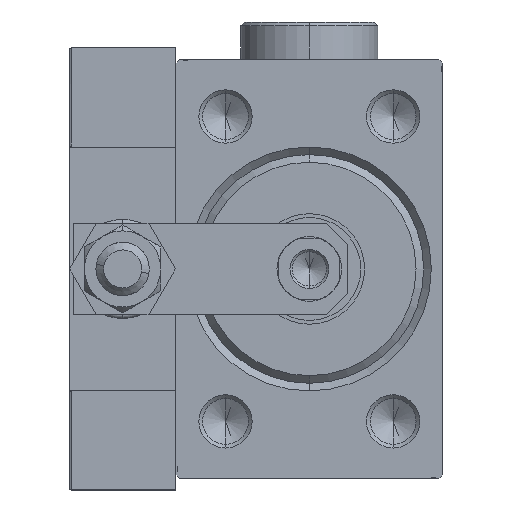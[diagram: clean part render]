
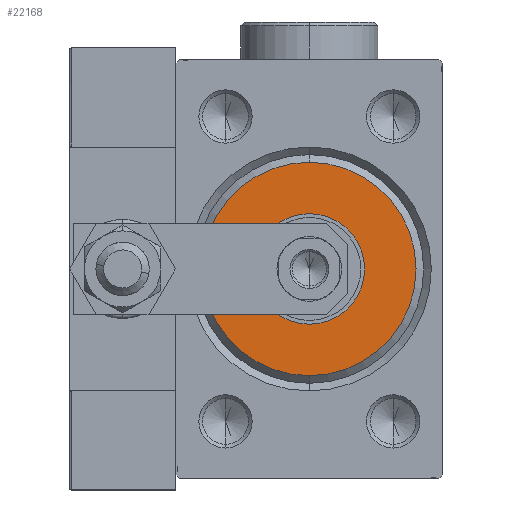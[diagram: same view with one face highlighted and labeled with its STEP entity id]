
A CAD part, left-side view. The second image highlights one B-rep face of the part: STEP entity #22168.
In plain terms, the highlighted face is planar.
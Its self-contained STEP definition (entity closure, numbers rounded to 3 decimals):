
#275 = FACE_OUTER_BOUND ( 'NONE', #36508, .T. ) ;
#2731 = AXIS2_PLACEMENT_3D ( 'NONE', #43332, #18550, #42823 ) ;
#2950 = CARTESIAN_POINT ( 'NONE',  ( 3., 0., 7.25 ) ) ;
#3016 = EDGE_CURVE ( 'NONE', #20705, #11179, #46187, .T. ) ;
#5470 = ORIENTED_EDGE ( 'NONE', *, *, #46040, .T. ) ;
#5746 = CARTESIAN_POINT ( 'NONE',  ( 3., 0., 0. ) ) ;
#6047 = CARTESIAN_POINT ( 'NONE',  ( 3., 0., 0. ) ) ;
#9285 = CARTESIAN_POINT ( 'NONE',  ( 3., 0., 0. ) ) ;
#10736 = AXIS2_PLACEMENT_3D ( 'NONE', #6047, #47669, #39147 ) ;
#11179 = VERTEX_POINT ( 'NONE', #49912 ) ;
#12068 = ORIENTED_EDGE ( 'NONE', *, *, #24684, .T. ) ;
#15297 = CIRCLE ( 'NONE', #21248, 14. ) ;
#16558 = FACE_BOUND ( 'NONE', #41903, .T. ) ;
#17237 = DIRECTION ( 'NONE',  ( 0., 0., -1. ) ) ;
#18042 = DIRECTION ( 'NONE',  ( 0., 0., -1. ) ) ;
#18550 = DIRECTION ( 'NONE',  ( 1., 0., 0. ) ) ;
#20705 = VERTEX_POINT ( 'NONE', #2950 ) ;
#21248 = AXIS2_PLACEMENT_3D ( 'NONE', #9285, #45852, #34418 ) ;
#21358 = VERTEX_POINT ( 'NONE', #30803 ) ;
#22168 = ADVANCED_FACE ( 'NONE', ( #275, #16558 ), #51420, .T. ) ;
#24684 = EDGE_CURVE ( 'NONE', #39887, #21358, #44068, .T. ) ;
#26313 = DIRECTION ( 'NONE',  ( 1., 0., 0. ) ) ;
#26318 = DIRECTION ( 'NONE',  ( 1., 0., 0. ) ) ;
#28107 = ORIENTED_EDGE ( 'NONE', *, *, #3016, .F. ) ;
#28877 = CIRCLE ( 'NONE', #33142, 7.25 ) ;
#29595 = AXIS2_PLACEMENT_3D ( 'NONE', #30329, #26313, #18042 ) ;
#30329 = CARTESIAN_POINT ( 'NONE',  ( 3., 0., 0. ) ) ;
#30803 = CARTESIAN_POINT ( 'NONE',  ( 3., 0., 14. ) ) ;
#33142 = AXIS2_PLACEMENT_3D ( 'NONE', #5746, #26318, #17237 ) ;
#34418 = DIRECTION ( 'NONE',  ( 0., 0., -1. ) ) ;
#36011 = CARTESIAN_POINT ( 'NONE',  ( 3., 0., -14. ) ) ;
#36508 = EDGE_LOOP ( 'NONE', ( #5470, #12068 ) ) ;
#39147 = DIRECTION ( 'NONE',  ( 0., 0., -1. ) ) ;
#39887 = VERTEX_POINT ( 'NONE', #36011 ) ;
#41903 = EDGE_LOOP ( 'NONE', ( #43363, #28107 ) ) ;
#42823 = DIRECTION ( 'NONE',  ( 0., 0., -1. ) ) ;
#43332 = CARTESIAN_POINT ( 'NONE',  ( 3., 0., 0. ) ) ;
#43363 = ORIENTED_EDGE ( 'NONE', *, *, #44054, .F. ) ;
#44054 = EDGE_CURVE ( 'NONE', #11179, #20705, #28877, .T. ) ;
#44068 = CIRCLE ( 'NONE', #29595, 14. ) ;
#45852 = DIRECTION ( 'NONE',  ( 1., 0., 0. ) ) ;
#46040 = EDGE_CURVE ( 'NONE', #21358, #39887, #15297, .T. ) ;
#46187 = CIRCLE ( 'NONE', #2731, 7.25 ) ;
#47669 = DIRECTION ( 'NONE',  ( 1., 0., 0. ) ) ;
#49912 = CARTESIAN_POINT ( 'NONE',  ( 3., 0., -7.25 ) ) ;
#51420 = PLANE ( 'NONE',  #10736 ) ;
